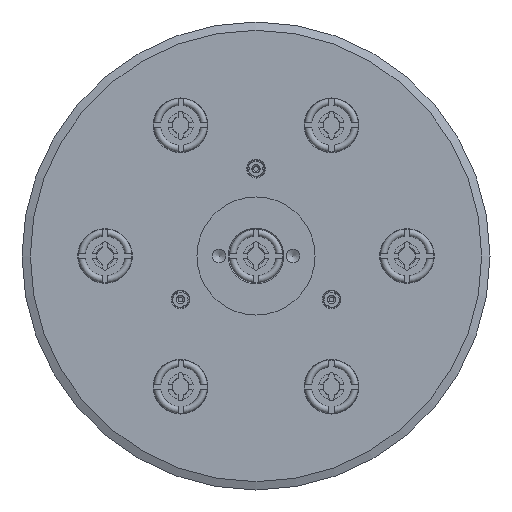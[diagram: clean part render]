
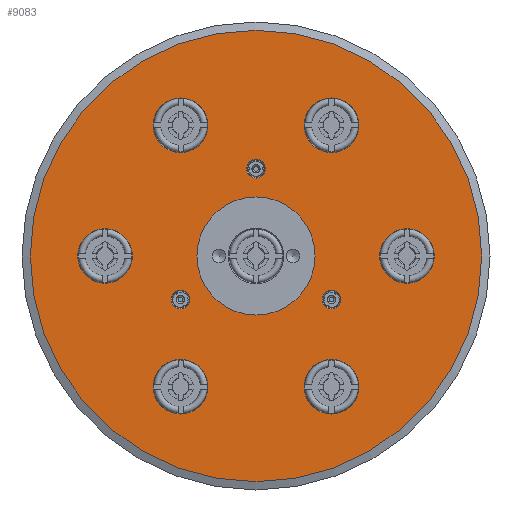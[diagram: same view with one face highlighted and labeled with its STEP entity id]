
A CAD part, front view. The second image highlights one B-rep face of the part: STEP entity #9083.
In plain terms, the highlighted planar face has unit normal (0, -1, 0).
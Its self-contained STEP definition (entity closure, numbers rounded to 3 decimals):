
#1811=ORIENTED_EDGE('',*,*,#3509,.F.);
#1812=ORIENTED_EDGE('',*,*,#3510,.F.);
#1813=ORIENTED_EDGE('',*,*,#3511,.F.);
#1814=ORIENTED_EDGE('',*,*,#3512,.F.);
#1815=ORIENTED_EDGE('',*,*,#3513,.F.);
#1816=ORIENTED_EDGE('',*,*,#3514,.F.);
#1817=ORIENTED_EDGE('',*,*,#3515,.F.);
#1818=ORIENTED_EDGE('',*,*,#3508,.T.);
#1819=ORIENTED_EDGE('',*,*,#3516,.F.);
#1820=ORIENTED_EDGE('',*,*,#3517,.F.);
#1821=ORIENTED_EDGE('',*,*,#3518,.F.);
#3508=EDGE_CURVE('',#4313,#4313,#4730,.T.);
#3509=EDGE_CURVE('',#4314,#4314,#4731,.T.);
#3510=EDGE_CURVE('',#4315,#4315,#4732,.F.);
#3511=EDGE_CURVE('',#4316,#4316,#4733,.T.);
#3512=EDGE_CURVE('',#4317,#4317,#4734,.T.);
#3513=EDGE_CURVE('',#4318,#4318,#4735,.T.);
#3514=EDGE_CURVE('',#4319,#4319,#4736,.T.);
#3515=EDGE_CURVE('',#4320,#4320,#4737,.T.);
#3516=EDGE_CURVE('',#4321,#4321,#4738,.T.);
#3517=EDGE_CURVE('',#4322,#4322,#4739,.T.);
#3518=EDGE_CURVE('',#4323,#4323,#4740,.T.);
#4313=VERTEX_POINT('',#13667);
#4314=VERTEX_POINT('',#13670);
#4315=VERTEX_POINT('',#13672);
#4316=VERTEX_POINT('',#13674);
#4317=VERTEX_POINT('',#13676);
#4318=VERTEX_POINT('',#13678);
#4319=VERTEX_POINT('',#13680);
#4320=VERTEX_POINT('',#13682);
#4321=VERTEX_POINT('',#13684);
#4322=VERTEX_POINT('',#13686);
#4323=VERTEX_POINT('',#13688);
#4730=CIRCLE('',#9717,67.275);
#4731=CIRCLE('',#9719,17.6);
#4732=CIRCLE('',#9720,8.134);
#4733=CIRCLE('',#9721,2.789);
#4734=CIRCLE('',#9722,2.789);
#4735=CIRCLE('',#9723,2.789);
#4736=CIRCLE('',#9724,8.134);
#4737=CIRCLE('',#9725,8.134);
#4738=CIRCLE('',#9726,8.134);
#4739=CIRCLE('',#9727,8.134);
#4740=CIRCLE('',#9728,8.134);
#5034=EDGE_LOOP('',(#1811));
#5035=EDGE_LOOP('',(#1812));
#5036=EDGE_LOOP('',(#1813));
#5037=EDGE_LOOP('',(#1814));
#5038=EDGE_LOOP('',(#1815));
#5039=EDGE_LOOP('',(#1816));
#5040=EDGE_LOOP('',(#1817));
#5041=EDGE_LOOP('',(#1818));
#5042=EDGE_LOOP('',(#1819));
#5043=EDGE_LOOP('',(#1820));
#5044=EDGE_LOOP('',(#1821));
#5554=FACE_BOUND('',#5034,.T.);
#5555=FACE_BOUND('',#5035,.T.);
#5556=FACE_BOUND('',#5036,.T.);
#5557=FACE_BOUND('',#5037,.T.);
#5558=FACE_BOUND('',#5038,.T.);
#5559=FACE_BOUND('',#5039,.T.);
#5560=FACE_BOUND('',#5040,.T.);
#5561=FACE_BOUND('',#5041,.T.);
#5562=FACE_BOUND('',#5042,.T.);
#5563=FACE_BOUND('',#5043,.T.);
#5564=FACE_BOUND('',#5044,.T.);
#5958=PLANE('',#9718);
#9083=ADVANCED_FACE('',(#5554,#5555,#5556,#5557,#5558,#5559,#5560,#5561,
#5562,#5563,#5564),#5958,.F.);
#9717=AXIS2_PLACEMENT_3D('',#13666,#11039,#11040);
#9718=AXIS2_PLACEMENT_3D('',#13668,#11041,#11042);
#9719=AXIS2_PLACEMENT_3D('',#13669,#11043,#11044);
#9720=AXIS2_PLACEMENT_3D('',#13671,#11045,#11046);
#9721=AXIS2_PLACEMENT_3D('',#13673,#11047,#11048);
#9722=AXIS2_PLACEMENT_3D('',#13675,#11049,#11050);
#9723=AXIS2_PLACEMENT_3D('',#13677,#11051,#11052);
#9724=AXIS2_PLACEMENT_3D('',#13679,#11053,#11054);
#9725=AXIS2_PLACEMENT_3D('',#13681,#11055,#11056);
#9726=AXIS2_PLACEMENT_3D('',#13683,#11057,#11058);
#9727=AXIS2_PLACEMENT_3D('',#13685,#11059,#11060);
#9728=AXIS2_PLACEMENT_3D('',#13687,#11061,#11062);
#11039=DIRECTION('',(0.,-1.,0.));
#11040=DIRECTION('',(1.,0.,0.));
#11041=DIRECTION('',(0.,1.,0.));
#11042=DIRECTION('',(-1.,0.,0.));
#11043=DIRECTION('',(0.,-1.,0.));
#11044=DIRECTION('',(1.,0.,0.));
#11045=DIRECTION('',(0.,1.,0.));
#11046=DIRECTION('',(-1.,0.,0.));
#11047=DIRECTION('',(0.,-1.,0.));
#11048=DIRECTION('',(0.,0.,-1.));
#11049=DIRECTION('',(0.,-1.,0.));
#11050=DIRECTION('',(0.,0.,-1.));
#11051=DIRECTION('',(0.,-1.,0.));
#11052=DIRECTION('',(0.,0.,-1.));
#11053=DIRECTION('',(0.,-1.,0.));
#11054=DIRECTION('',(0.,0.,-1.));
#11055=DIRECTION('',(0.,-1.,0.));
#11056=DIRECTION('',(0.,0.,-1.));
#11057=DIRECTION('',(0.,-1.,0.));
#11058=DIRECTION('',(0.,0.,-1.));
#11059=DIRECTION('',(0.,-1.,0.));
#11060=DIRECTION('',(0.,0.,-1.));
#11061=DIRECTION('',(0.,-1.,0.));
#11062=DIRECTION('',(0.,0.,-1.));
#13666=CARTESIAN_POINT('',(0.,0.,0.));
#13667=CARTESIAN_POINT('',(67.275,0.,0.));
#13668=CARTESIAN_POINT('',(67.275,0.,0.));
#13669=CARTESIAN_POINT('',(0.,0.,0.));
#13670=CARTESIAN_POINT('',(17.6,0.,0.));
#13671=CARTESIAN_POINT('',(45.,0.,0.));
#13672=CARTESIAN_POINT('',(36.866,0.,0.));
#13673=CARTESIAN_POINT('',(-22.517,0.,-13.));
#13674=CARTESIAN_POINT('',(-22.517,0.,-15.789));
#13675=CARTESIAN_POINT('',(22.517,0.,-13.));
#13676=CARTESIAN_POINT('',(22.517,0.,-15.789));
#13677=CARTESIAN_POINT('',(0.,0.,26.));
#13678=CARTESIAN_POINT('',(0.,0.,23.211));
#13679=CARTESIAN_POINT('',(-22.5,0.,38.971));
#13680=CARTESIAN_POINT('',(-22.5,0.,30.837));
#13681=CARTESIAN_POINT('',(-22.5,0.,-38.971));
#13682=CARTESIAN_POINT('',(-22.5,0.,-47.105));
#13683=CARTESIAN_POINT('',(-45.,0.,0.));
#13684=CARTESIAN_POINT('',(-45.,0.,-8.134));
#13685=CARTESIAN_POINT('',(22.5,0.,38.971));
#13686=CARTESIAN_POINT('',(22.5,0.,30.837));
#13687=CARTESIAN_POINT('',(22.5,0.,-38.971));
#13688=CARTESIAN_POINT('',(22.5,0.,-47.105));
